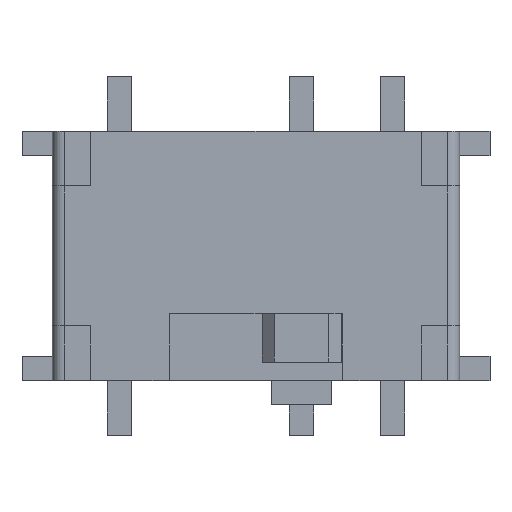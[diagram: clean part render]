
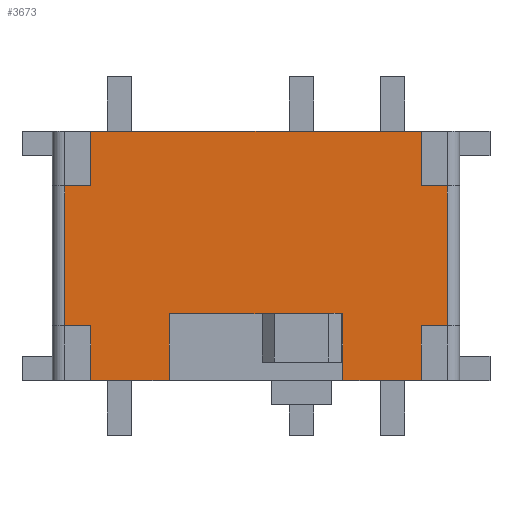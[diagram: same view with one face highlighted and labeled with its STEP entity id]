
A CAD part, top view. The second image highlights one B-rep face of the part: STEP entity #3673.
In plain terms, the highlighted planar face has unit normal (0, 0, 1).
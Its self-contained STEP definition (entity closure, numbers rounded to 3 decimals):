
#7 = LINE ( 'NONE', #12, #9 ) ;
#9 = VECTOR ( 'NONE', #10, 1000. ) ;
#10 = DIRECTION ( 'NONE',  ( 1., 0., 0. ) ) ;
#12 = CARTESIAN_POINT ( 'NONE',  ( 3.85, -2.05, 1.4 ) ) ;
#297 = DIRECTION ( 'NONE',  ( 1., 0., 0. ) ) ;
#298 = VECTOR ( 'NONE', #297, 1000. ) ;
#299 = CARTESIAN_POINT ( 'NONE',  ( 3.85, -2.05, 1.4 ) ) ;
#300 = LINE ( 'NONE', #299, #298 ) ;
#341 = CARTESIAN_POINT ( 'NONE',  ( 2.72, -2.05, 1.4 ) ) ;
#342 = DIRECTION ( 'NONE',  ( 0., 1., 0. ) ) ;
#343 = VECTOR ( 'NONE', #342, 1000. ) ;
#344 = CARTESIAN_POINT ( 'NONE',  ( 2.72, 2.05, 1.4 ) ) ;
#345 = LINE ( 'NONE', #344, #343 ) ;
#346 = CARTESIAN_POINT ( 'NONE',  ( 2.72, -1.15, 1.4 ) ) ;
#347 = DIRECTION ( 'NONE',  ( 1., 0., 0. ) ) ;
#348 = VECTOR ( 'NONE', #347, 1000. ) ;
#349 = CARTESIAN_POINT ( 'NONE',  ( -2.72, -2.05, 1.4 ) ) ;
#358 = CARTESIAN_POINT ( 'NONE',  ( -3.15, -1.15, 1.4 ) ) ;
#359 = LINE ( 'NONE', #358, #348 ) ;
#419 = DIRECTION ( 'NONE',  ( 0., 1., 0. ) ) ;
#420 = VECTOR ( 'NONE', #419, 1000. ) ;
#421 = CARTESIAN_POINT ( 'NONE',  ( -2.72, 2.05, 1.4 ) ) ;
#422 = LINE ( 'NONE', #421, #420 ) ;
#429 = DIRECTION ( 'NONE',  ( 1., 0., 0. ) ) ;
#430 = VECTOR ( 'NONE', #429, 1000. ) ;
#440 = CARTESIAN_POINT ( 'NONE',  ( -3.15, 1.15, 1.4 ) ) ;
#441 = LINE ( 'NONE', #440, #430 ) ;
#442 = CARTESIAN_POINT ( 'NONE',  ( -2.72, 1.15, 1.4 ) ) ;
#450 = CARTESIAN_POINT ( 'NONE',  ( -2.72, 2.05, 1.4 ) ) ;
#451 = DIRECTION ( 'NONE',  ( -1., 0., 0. ) ) ;
#452 = VECTOR ( 'NONE', #451, 1000. ) ;
#454 = CARTESIAN_POINT ( 'NONE',  ( -3.85, 2.05, 1.4 ) ) ;
#461 = LINE ( 'NONE', #454, #452 ) ;
#480 = CARTESIAN_POINT ( 'NONE',  ( -3.15, 1.15, 1.4 ) ) ;
#481 = DIRECTION ( 'NONE',  ( 0., -1., 0. ) ) ;
#482 = VECTOR ( 'NONE', #481, 1000. ) ;
#483 = CARTESIAN_POINT ( 'NONE',  ( -3.15, 2.05, 1.4 ) ) ;
#484 = LINE ( 'NONE', #483, #482 ) ;
#485 = CARTESIAN_POINT ( 'NONE',  ( -3.15, -1.15, 1.4 ) ) ;
#679 = CARTESIAN_POINT ( 'NONE',  ( -1.43, -2.05, 1.4 ) ) ;
#779 = DIRECTION ( 'NONE',  ( 0., 1., 0. ) ) ;
#780 = VECTOR ( 'NONE', #779, 1000. ) ;
#781 = CARTESIAN_POINT ( 'NONE',  ( 3.15, 2.05, 1.4 ) ) ;
#782 = LINE ( 'NONE', #781, #780 ) ;
#791 = CARTESIAN_POINT ( 'NONE',  ( 3.15, 1.15, 1.4 ) ) ;
#878 = CARTESIAN_POINT ( 'NONE',  ( 3.15, -1.15, 1.4 ) ) ;
#895 = DIRECTION ( 'NONE',  ( 1., 0., 0. ) ) ;
#896 = VECTOR ( 'NONE', #895, 1000. ) ;
#897 = CARTESIAN_POINT ( 'NONE',  ( -3.15, -0.95, 1.4 ) ) ;
#898 = LINE ( 'NONE', #897, #896 ) ;
#908 = CARTESIAN_POINT ( 'NONE',  ( 1.43, -0.95, 1.4 ) ) ;
#909 = DIRECTION ( 'NONE',  ( 0., -1., 0. ) ) ;
#910 = VECTOR ( 'NONE', #909, 1000. ) ;
#911 = CARTESIAN_POINT ( 'NONE',  ( 1.43, 2.05, 1.4 ) ) ;
#912 = LINE ( 'NONE', #911, #910 ) ;
#2737 = CARTESIAN_POINT ( 'NONE',  ( 1.4, -0.95, 1.4 ) ) ;
#2742 = CARTESIAN_POINT ( 'NONE',  ( 0.1, -0.95, 1.4 ) ) ;
#2785 = DIRECTION ( 'NONE',  ( 1., 0., 0. ) ) ;
#2786 = VECTOR ( 'NONE', #2785, 1000. ) ;
#2787 = CARTESIAN_POINT ( 'NONE',  ( -3.15, -1.15, 1.4 ) ) ;
#2788 = LINE ( 'NONE', #2787, #2786 ) ;
#2827 = DIRECTION ( 'NONE',  ( 1., 0., 0. ) ) ;
#2828 = DIRECTION ( 'NONE',  ( 0., 0., 1. ) ) ;
#2829 = LINE ( 'NONE', #2841, #2840 ) ;
#2838 = CARTESIAN_POINT ( 'NONE',  ( -2.72, -1.15, 1.4 ) ) ;
#2839 = DIRECTION ( 'NONE',  ( 0., -1., 0. ) ) ;
#2840 = VECTOR ( 'NONE', #2839, 1000. ) ;
#2841 = CARTESIAN_POINT ( 'NONE',  ( -2.72, 2.05, 1.4 ) ) ;
#2860 = CARTESIAN_POINT ( 'NONE',  ( -3.15, 2.05, 1.4 ) ) ;
#2861 = AXIS2_PLACEMENT_3D ( 'NONE', #2860, #2828, #2827 ) ;
#2862 = PLANE ( 'NONE',  #2861 ) ;
#2885 = FACE_OUTER_BOUND ( 'NONE', #3674, .T. ) ;
#2886 = DIRECTION ( 'NONE',  ( -1., 0., 0. ) ) ;
#2887 = VECTOR ( 'NONE', #2886, 1000. ) ;
#2888 = CARTESIAN_POINT ( 'NONE',  ( -3.15, 1.15, 1.4 ) ) ;
#2889 = LINE ( 'NONE', #2888, #2887 ) ;
#2891 = CARTESIAN_POINT ( 'NONE',  ( 2.72, 1.15, 1.4 ) ) ;
#2892 = DIRECTION ( 'NONE',  ( 0., 1., 0. ) ) ;
#2893 = VECTOR ( 'NONE', #2892, 1000. ) ;
#2894 = CARTESIAN_POINT ( 'NONE',  ( 2.72, 2.05, 1.4 ) ) ;
#2895 = LINE ( 'NONE', #2894, #2893 ) ;
#2896 = CARTESIAN_POINT ( 'NONE',  ( 2.72, 2.05, 1.4 ) ) ;
#3305 = EDGE_CURVE ( 'NONE', #3326, #3306, #4560, .T. ) ;
#3306 = VERTEX_POINT ( 'NONE', #4556 ) ;
#3309 = EDGE_CURVE ( 'NONE', #3306, #3688, #4538, .T. ) ;
#3326 = VERTEX_POINT ( 'NONE', #679 ) ;
#3376 = VERTEX_POINT ( 'NONE', #485 ) ;
#3378 = EDGE_CURVE ( 'NONE', #3379, #3376, #484, .T. ) ;
#3379 = VERTEX_POINT ( 'NONE', #480 ) ;
#3394 = EDGE_CURVE ( 'NONE', #3688, #3691, #4763, .T. ) ;
#3410 = VERTEX_POINT ( 'NONE', #4723 ) ;
#3511 = ORIENTED_EDGE ( 'NONE', *, *, #3599, .T. ) ;
#3524 = ORIENTED_EDGE ( 'NONE', *, *, #3748, .T. ) ;
#3528 = ORIENTED_EDGE ( 'NONE', *, *, #3614, .T. ) ;
#3538 = ORIENTED_EDGE ( 'NONE', *, *, #3751, .T. ) ;
#3546 = ORIENTED_EDGE ( 'NONE', *, *, #3394, .T. ) ;
#3552 = ORIENTED_EDGE ( 'NONE', *, *, #3309, .T. ) ;
#3581 = ORIENTED_EDGE ( 'NONE', *, *, #3582, .T. ) ;
#3582 = EDGE_CURVE ( 'NONE', #3591, #3326, #300, .T. ) ;
#3583 = ORIENTED_EDGE ( 'NONE', *, *, #3305, .T. ) ;
#3591 = VERTEX_POINT ( 'NONE', #349 ) ;
#3596 = EDGE_CURVE ( 'NONE', #3597, #3738, #359, .T. ) ;
#3597 = VERTEX_POINT ( 'NONE', #346 ) ;
#3599 = EDGE_CURVE ( 'NONE', #3600, #3597, #345, .T. ) ;
#3600 = VERTEX_POINT ( 'NONE', #341 ) ;
#3614 = EDGE_CURVE ( 'NONE', #3410, #3600, #7, .T. ) ;
#3625 = EDGE_CURVE ( 'NONE', #3667, #3626, #461, .T. ) ;
#3626 = VERTEX_POINT ( 'NONE', #450 ) ;
#3627 = ORIENTED_EDGE ( 'NONE', *, *, #3628, .F. ) ;
#3628 = EDGE_CURVE ( 'NONE', #3629, #3626, #422, .T. ) ;
#3629 = VERTEX_POINT ( 'NONE', #442 ) ;
#3630 = ORIENTED_EDGE ( 'NONE', *, *, #3631, .F. ) ;
#3631 = EDGE_CURVE ( 'NONE', #3379, #3629, #441, .T. ) ;
#3632 = ORIENTED_EDGE ( 'NONE', *, *, #3378, .T. ) ;
#3633 = ORIENTED_EDGE ( 'NONE', *, *, #3641, .T. ) ;
#3634 = ORIENTED_EDGE ( 'NONE', *, *, #3638, .T. ) ;
#3638 = EDGE_CURVE ( 'NONE', #3639, #3591, #2829, .T. ) ;
#3639 = VERTEX_POINT ( 'NONE', #2838 ) ;
#3641 = EDGE_CURVE ( 'NONE', #3376, #3639, #2788, .T. ) ;
#3660 = ORIENTED_EDGE ( 'NONE', *, *, #3672, .T. ) ;
#3661 = ORIENTED_EDGE ( 'NONE', *, *, #3669, .T. ) ;
#3662 = ORIENTED_EDGE ( 'NONE', *, *, #3625, .T. ) ;
#3667 = VERTEX_POINT ( 'NONE', #2896 ) ;
#3669 = EDGE_CURVE ( 'NONE', #3670, #3667, #2895, .T. ) ;
#3670 = VERTEX_POINT ( 'NONE', #2891 ) ;
#3672 = EDGE_CURVE ( 'NONE', #3745, #3670, #2889, .T. ) ;
#3673 = ADVANCED_FACE ( 'NONE', ( #2885 ), #2862, .T. ) ;
#3674 = EDGE_LOOP ( 'NONE', ( #3675, #3676, #3660, #3661, #3662, #3627, #3630, #3632, #3633, #3634, #3581, #3583, #3552, #3546, #3538, #3524, #3528, #3511 ) ) ;
#3675 = ORIENTED_EDGE ( 'NONE', *, *, #3596, .T. ) ;
#3676 = ORIENTED_EDGE ( 'NONE', *, *, #3739, .T. ) ;
#3688 = VERTEX_POINT ( 'NONE', #2742 ) ;
#3691 = VERTEX_POINT ( 'NONE', #2737 ) ;
#3738 = VERTEX_POINT ( 'NONE', #878 ) ;
#3739 = EDGE_CURVE ( 'NONE', #3738, #3745, #782, .T. ) ;
#3745 = VERTEX_POINT ( 'NONE', #791 ) ;
#3748 = EDGE_CURVE ( 'NONE', #3749, #3410, #912, .T. ) ;
#3749 = VERTEX_POINT ( 'NONE', #908 ) ;
#3751 = EDGE_CURVE ( 'NONE', #3691, #3749, #898, .T. ) ;
#4535 = DIRECTION ( 'NONE',  ( 1., 0., 0. ) ) ;
#4536 = VECTOR ( 'NONE', #4535, 1000. ) ;
#4537 = CARTESIAN_POINT ( 'NONE',  ( -3.15, -0.95, 1.4 ) ) ;
#4538 = LINE ( 'NONE', #4537, #4536 ) ;
#4556 = CARTESIAN_POINT ( 'NONE',  ( -1.43, -0.95, 1.4 ) ) ;
#4557 = DIRECTION ( 'NONE',  ( 0., 1., 0. ) ) ;
#4558 = VECTOR ( 'NONE', #4557, 1000. ) ;
#4559 = CARTESIAN_POINT ( 'NONE',  ( -1.43, 2.05, 1.4 ) ) ;
#4560 = LINE ( 'NONE', #4559, #4558 ) ;
#4723 = CARTESIAN_POINT ( 'NONE',  ( 1.43, -2.05, 1.4 ) ) ;
#4760 = DIRECTION ( 'NONE',  ( 1., 0., 0. ) ) ;
#4761 = VECTOR ( 'NONE', #4760, 1000. ) ;
#4762 = CARTESIAN_POINT ( 'NONE',  ( -3.15, -0.95, 1.4 ) ) ;
#4763 = LINE ( 'NONE', #4762, #4761 ) ;
